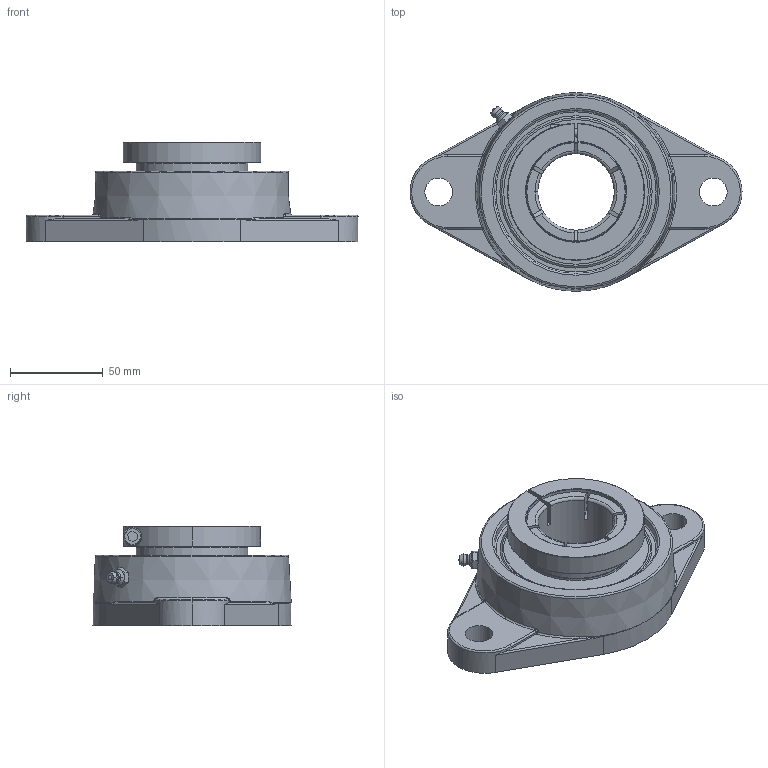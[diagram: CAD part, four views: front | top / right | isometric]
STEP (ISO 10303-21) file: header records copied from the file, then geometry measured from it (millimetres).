
FILE_DESCRIPTION(('HOOPS Exchange Step'),'2;1');
FILE_NAME('export-208E97F3-727E-45BA-88C4-F53A80679BA6.stp','2019-12-13T09:42:26-08:00',('ibuslach'),('Alibre'),'HOOPS Exchange 2019.2','Alibre','Unknown authorisation');
FILE_SCHEMA( ('AP242_MANAGED_MODEL_BASED_3D_ENGINEERING_MIM_LF {1 0 10303 442 1 1 4 }') );
Length unit declared in the file: centimetre
Products named in the file (8): MRN SFT 209; UCP ZERK 6mm; SUE 209 LOCK RING; SUE 209 SHIELD; SUE 207 BOLT; SUE 209-26 RACES; MRN SUE 209-26; MRN SUEFT 209-26
Assembly tree (8 placements, depth 3):
  MRN SUEFT 209-26
    MRN SFT 209
    UCP ZERK 6mm
    MRN SUE 209-26
      SUE 209 LOCK RING
      SUE 209 SHIELD  x2
      SUE 207 BOLT
      SUE 209-26 RACES
Bounding box: 179 x 107 x 53.7 mm (x, y, z)
Volume: 265067 mm3; surface area: 89966.7 mm2
Topology: 8 solids, 8 shells, 265 faces, 727 edges, 472 vertices
Faces by surface type: plane 81, cylinder 68, cone 41, bspline 34, torus 32, sphere 9
Full cylindrical faces by diameter (mm): 1.976 x2, 4.134 x1, 4.137 x1, 5.8 x1, 6 x2, 8.5 x1, 15 x2, 41.275 x1, 60 x4, 61.016 x2, 76 x2, 78 x2, 88.104 x1, 90.104 x1
Entity records: 16866 total; most frequent: CARTESIAN_POINT 10290, ORIENTED_EDGE 1394, DIRECTION 1319, EDGE_CURVE 697, AXIS2_PLACEMENT_3D 552, VERTEX_POINT 458, CIRCLE 304, EDGE_LOOP 285
